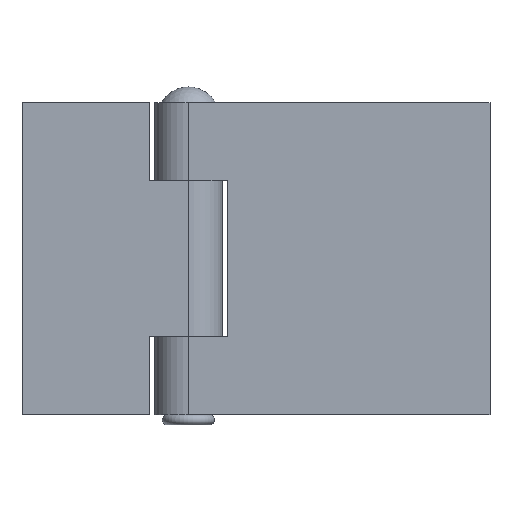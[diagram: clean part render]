
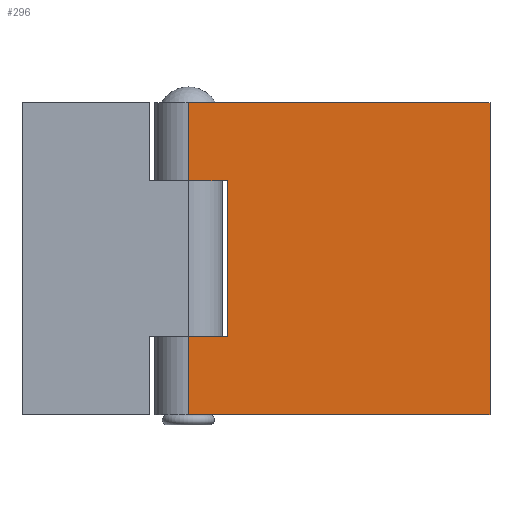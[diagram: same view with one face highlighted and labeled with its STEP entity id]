
A CAD part, front view. The second image highlights one B-rep face of the part: STEP entity #296.
In plain terms, the highlighted planar face has unit normal (0, -1, 0).
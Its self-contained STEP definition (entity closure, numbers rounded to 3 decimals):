
#11 = EDGE_CURVE ( 'NONE', #289, #173, #346, .T. ) ;
#163 = VERTEX_POINT ( 'NONE', #568 ) ;
#173 = VERTEX_POINT ( 'NONE', #606 ) ;
#177 = VERTEX_POINT ( 'NONE', #600 ) ;
#181 = VERTEX_POINT ( 'NONE', #594 ) ;
#183 = EDGE_CURVE ( 'NONE', #163, #181, #593, .T. ) ;
#211 = EDGE_CURVE ( 'NONE', #163, #212, #611, .T. ) ;
#212 = VERTEX_POINT ( 'NONE', #607 ) ;
#224 = EDGE_CURVE ( 'NONE', #173, #177, #653, .T. ) ;
#276 = ORIENTED_EDGE ( 'NONE', *, *, #224, .T. ) ;
#277 = ORIENTED_EDGE ( 'NONE', *, *, #308, .T. ) ;
#278 = ORIENTED_EDGE ( 'NONE', *, *, #279, .F. ) ;
#279 = EDGE_CURVE ( 'NONE', #212, #304, #747, .T. ) ;
#280 = ORIENTED_EDGE ( 'NONE', *, *, #211, .F. ) ;
#281 = ORIENTED_EDGE ( 'NONE', *, *, #183, .T. ) ;
#282 = ORIENTED_EDGE ( 'NONE', *, *, #283, .T. ) ;
#283 = EDGE_CURVE ( 'NONE', #181, #288, #743, .T. ) ;
#286 = ORIENTED_EDGE ( 'NONE', *, *, #11, .T. ) ;
#287 = EDGE_CURVE ( 'NONE', #288, #289, #737, .T. ) ;
#288 = VERTEX_POINT ( 'NONE', #793 ) ;
#289 = VERTEX_POINT ( 'NONE', #792 ) ;
#296 = ADVANCED_FACE ( 'NONE', ( #781 ), #780, .F. ) ;
#297 = EDGE_LOOP ( 'NONE', ( #298, #286, #276, #277, #278, #280, #281, #282 ) ) ;
#298 = ORIENTED_EDGE ( 'NONE', *, *, #287, .T. ) ;
#304 = VERTEX_POINT ( 'NONE', #769 ) ;
#308 = EDGE_CURVE ( 'NONE', #177, #304, #828, .T. ) ;
#343 = DIRECTION ( 'NONE',  ( -1., 0., 0. ) ) ;
#344 = VECTOR ( 'NONE', #343, 1000. ) ;
#345 = CARTESIAN_POINT ( 'NONE',  ( 0., -3.25, -7.5 ) ) ;
#346 = LINE ( 'NONE', #345, #344 ) ;
#568 = CARTESIAN_POINT ( 'NONE',  ( 0., -3.25, 15. ) ) ;
#590 = DIRECTION ( 'NONE',  ( 0., 0., -1. ) ) ;
#591 = VECTOR ( 'NONE', #590, 1000. ) ;
#592 = CARTESIAN_POINT ( 'NONE',  ( 0., -3.25, 15. ) ) ;
#593 = LINE ( 'NONE', #592, #591 ) ;
#594 = CARTESIAN_POINT ( 'NONE',  ( 0., -3.25, 7.5 ) ) ;
#600 = CARTESIAN_POINT ( 'NONE',  ( 0., -3.25, -15. ) ) ;
#606 = CARTESIAN_POINT ( 'NONE',  ( 0., -3.25, -7.5 ) ) ;
#607 = CARTESIAN_POINT ( 'NONE',  ( 29., -3.25, 15. ) ) ;
#608 = DIRECTION ( 'NONE',  ( 1., 0., 0. ) ) ;
#609 = VECTOR ( 'NONE', #608, 1000. ) ;
#610 = CARTESIAN_POINT ( 'NONE',  ( 0., -3.25, 15. ) ) ;
#611 = LINE ( 'NONE', #610, #609 ) ;
#646 = DIRECTION ( 'NONE',  ( 0., 0., -1. ) ) ;
#647 = VECTOR ( 'NONE', #646, 1000. ) ;
#648 = CARTESIAN_POINT ( 'NONE',  ( 0., -3.25, 15. ) ) ;
#653 = LINE ( 'NONE', #648, #647 ) ;
#737 = LINE ( 'NONE', #796, #795 ) ;
#740 = DIRECTION ( 'NONE',  ( 1., 0., 0. ) ) ;
#741 = VECTOR ( 'NONE', #740, 1000. ) ;
#742 = CARTESIAN_POINT ( 'NONE',  ( 0., -3.25, 7.5 ) ) ;
#743 = LINE ( 'NONE', #742, #741 ) ;
#744 = DIRECTION ( 'NONE',  ( 0., 0., -1. ) ) ;
#745 = VECTOR ( 'NONE', #744, 1000. ) ;
#746 = CARTESIAN_POINT ( 'NONE',  ( 29., -3.25, 15. ) ) ;
#747 = LINE ( 'NONE', #746, #745 ) ;
#769 = CARTESIAN_POINT ( 'NONE',  ( 29., -3.25, -15. ) ) ;
#776 = DIRECTION ( 'NONE',  ( -1., 0., 0. ) ) ;
#777 = DIRECTION ( 'NONE',  ( 0., 1., 0. ) ) ;
#778 = CARTESIAN_POINT ( 'NONE',  ( 0., -3.25, 15. ) ) ;
#779 = AXIS2_PLACEMENT_3D ( 'NONE', #778, #777, #776 ) ;
#780 = PLANE ( 'NONE',  #779 ) ;
#781 = FACE_OUTER_BOUND ( 'NONE', #297, .T. ) ;
#792 = CARTESIAN_POINT ( 'NONE',  ( 3.75, -3.25, -7.5 ) ) ;
#793 = CARTESIAN_POINT ( 'NONE',  ( 3.75, -3.25, 7.5 ) ) ;
#794 = DIRECTION ( 'NONE',  ( 0., 0., -1. ) ) ;
#795 = VECTOR ( 'NONE', #794, 1000. ) ;
#796 = CARTESIAN_POINT ( 'NONE',  ( 3.75, -3.25, 15. ) ) ;
#825 = DIRECTION ( 'NONE',  ( 1., 0., 0. ) ) ;
#826 = VECTOR ( 'NONE', #825, 1000. ) ;
#827 = CARTESIAN_POINT ( 'NONE',  ( 0., -3.25, -15. ) ) ;
#828 = LINE ( 'NONE', #827, #826 ) ;
